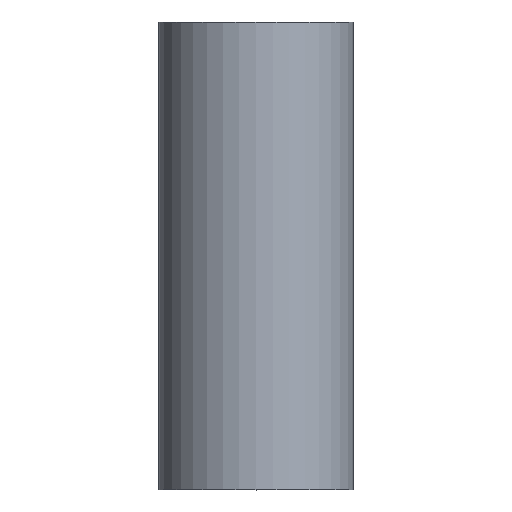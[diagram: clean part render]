
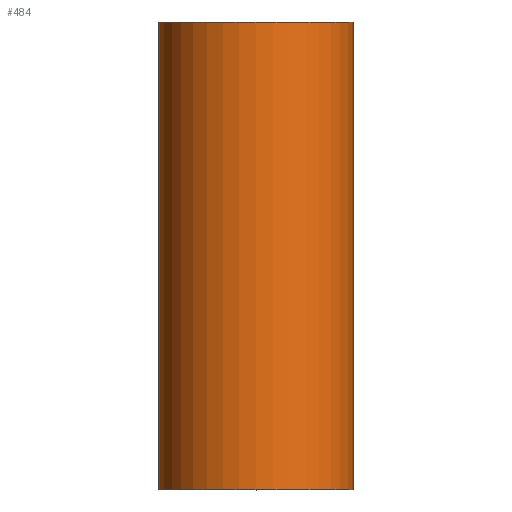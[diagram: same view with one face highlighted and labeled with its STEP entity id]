
A CAD part, top view. The second image highlights one B-rep face of the part: STEP entity #484.
In plain terms, the highlighted cylindrical face has radius 3.75 mm (diameter 7.5 mm), a partial arc.
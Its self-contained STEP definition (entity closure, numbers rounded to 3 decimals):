
#6=CARTESIAN_POINT('',(0.,0.,0.));
#7=DIRECTION('',(0.,1.,0.));
#8=DIRECTION('',(-1.,0.,0.));
#9=AXIS2_PLACEMENT_3D('',#6,#7,#8);
#21=DIRECTION('',(0.,1.,0.));
#22=VECTOR('',#21,18.);
#23=CARTESIAN_POINT('',(3.75,0.,0.));
#24=LINE('',#23,#22);
#25=DIRECTION('',(0.,1.,0.));
#26=VECTOR('',#25,18.);
#27=CARTESIAN_POINT('',(-3.75,0.,0.));
#28=LINE('',#27,#26);
#34=CARTESIAN_POINT('',(0.,18.,0.));
#35=DIRECTION('',(0.,1.,0.));
#36=DIRECTION('',(-1.,0.,0.));
#37=AXIS2_PLACEMENT_3D('',#34,#35,#36);
#351=CARTESIAN_POINT('',(3.75,0.,0.));
#352=CARTESIAN_POINT('',(-3.75,0.,0.));
#353=VERTEX_POINT('',#351);
#354=VERTEX_POINT('',#352);
#355=CARTESIAN_POINT('',(3.75,18.,0.));
#356=CARTESIAN_POINT('',(-3.75,18.,0.));
#357=VERTEX_POINT('',#355);
#358=VERTEX_POINT('',#356);
#472=CARTESIAN_POINT('',(0.,0.,0.));
#473=DIRECTION('',(0.,1.,0.));
#474=DIRECTION('',(1.,0.,0.));
#475=AXIS2_PLACEMENT_3D('',#472,#473,#474);
#476=CYLINDRICAL_SURFACE('',#475,3.75);
#477=ORIENTED_EDGE('',*,*,#446,.F.);
#478=ORIENTED_EDGE('',*,*,#467,.T.);
#480=ORIENTED_EDGE('',*,*,#479,.T.);
#481=ORIENTED_EDGE('',*,*,#463,.F.);
#482=EDGE_LOOP('',(#477,#478,#480,#481));
#483=FACE_OUTER_BOUND('',#482,.F.);
#484=ADVANCED_FACE('',(#483),#476,.T.);
#10=CIRCLE('',#9,3.75);
#38=CIRCLE('',#37,3.75);
#446=EDGE_CURVE('',#354,#353,#10,.T.);
#463=EDGE_CURVE('',#353,#357,#24,.T.);
#467=EDGE_CURVE('',#354,#358,#28,.T.);
#479=EDGE_CURVE('',#358,#357,#38,.T.);
